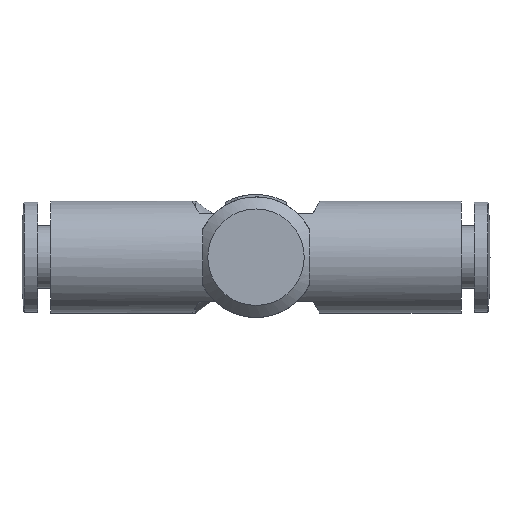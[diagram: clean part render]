
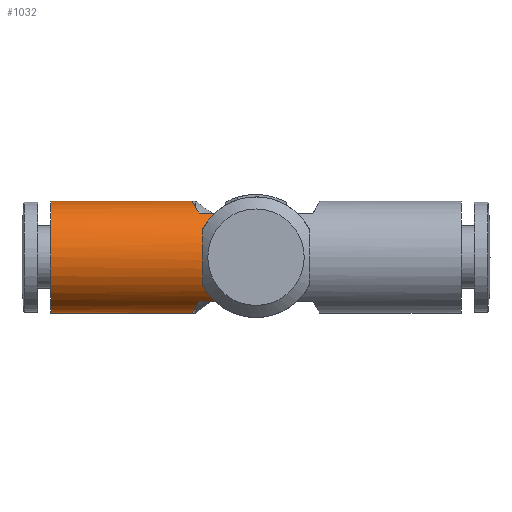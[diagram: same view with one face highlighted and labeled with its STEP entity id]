
A CAD part, front view. The second image highlights one B-rep face of the part: STEP entity #1032.
In plain terms, the highlighted cylindrical face has radius 4.65 mm (diameter 9.3 mm), a full revolution.
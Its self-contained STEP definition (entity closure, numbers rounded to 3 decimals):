
#24=B_SPLINE_CURVE_WITH_KNOTS('',3,(#1817,#1818,#1819,#1820,#1821,#1822),
 .UNSPECIFIED.,.F.,.F.,(4,2,4),(1.95,2.014,2.153),
 .UNSPECIFIED.);
#25=B_SPLINE_CURVE_WITH_KNOTS('',3,(#1826,#1827,#1828,#1829,#1830,#1831,
#1832,#1833,#1834,#1835,#1836,#1837,#1838,#1839,#1840,#1841,#1842,#1843),
 .UNSPECIFIED.,.F.,.F.,(4,2,2,2,2,2,2,2,4),(0.355,0.419,
0.608,0.703,0.797,0.892,
0.987,1.176,1.24),.UNSPECIFIED.);
#26=B_SPLINE_CURVE_WITH_KNOTS('',3,(#1847,#1848,#1849,#1850,#1851,#1852),
 .UNSPECIFIED.,.F.,.F.,(4,2,4),(-0.558,-0.419,-0.355),
 .UNSPECIFIED.);
#28=B_SPLINE_CURVE_WITH_KNOTS('',3,(#1865,#1866,#1867,#1868,#1869,#1870,
#1871,#1872,#1873,#1874),.UNSPECIFIED.,.F.,.F.,(4,2,2,2,4),(2.779,
2.889,3.006,3.123,3.232),
 .UNSPECIFIED.);
#64=FACE_BOUND('',#281,.T.);
#178=FACE_OUTER_BOUND('',#280,.T.);
#280=EDGE_LOOP('',(#892,#893,#894,#895,#896,#897,#898,#899,#900,#901));
#281=EDGE_LOOP('',(#902));
#362=CIRCLE('',#1167,4.65);
#384=ELLIPSE('',#1165,5.369,4.65);
#385=ELLIPSE('',#1166,5.369,4.65);
#420=LINE('',#1880,#464);
#421=LINE('',#1883,#465);
#422=LINE('',#1885,#466);
#423=LINE('',#1888,#467);
#464=VECTOR('',#1454,1.305);
#465=VECTOR('',#1457,1.305);
#466=VECTOR('',#1458,1.305);
#467=VECTOR('',#1461,1.305);
#548=VERTEX_POINT('',#1814);
#549=VERTEX_POINT('',#1816);
#550=VERTEX_POINT('',#1823);
#551=VERTEX_POINT('',#1825);
#552=VERTEX_POINT('',#1844);
#553=VERTEX_POINT('',#1846);
#555=VERTEX_POINT('',#1879);
#556=VERTEX_POINT('',#1881);
#557=VERTEX_POINT('',#1884);
#558=VERTEX_POINT('',#1886);
#559=VERTEX_POINT('',#1889);
#667=EDGE_CURVE('',#549,#548,#24,.T.);
#669=EDGE_CURVE('',#551,#550,#25,.T.);
#671=EDGE_CURVE('',#553,#552,#26,.T.);
#674=EDGE_CURVE('',#548,#553,#28,.T.);
#676=EDGE_CURVE('',#552,#555,#420,.T.);
#677=EDGE_CURVE('',#555,#556,#384,.T.);
#678=EDGE_CURVE('',#556,#551,#421,.T.);
#679=EDGE_CURVE('',#550,#557,#422,.T.);
#680=EDGE_CURVE('',#557,#558,#385,.T.);
#681=EDGE_CURVE('',#558,#549,#423,.T.);
#682=EDGE_CURVE('',#559,#559,#362,.T.);
#892=ORIENTED_EDGE('',*,*,#671,.T.);
#893=ORIENTED_EDGE('',*,*,#676,.T.);
#894=ORIENTED_EDGE('',*,*,#677,.T.);
#895=ORIENTED_EDGE('',*,*,#678,.T.);
#896=ORIENTED_EDGE('',*,*,#669,.T.);
#897=ORIENTED_EDGE('',*,*,#679,.T.);
#898=ORIENTED_EDGE('',*,*,#680,.T.);
#899=ORIENTED_EDGE('',*,*,#681,.T.);
#900=ORIENTED_EDGE('',*,*,#667,.T.);
#901=ORIENTED_EDGE('',*,*,#674,.T.);
#902=ORIENTED_EDGE('',*,*,#682,.T.);
#974=CYLINDRICAL_SURFACE('',#1164,4.65);
#1032=ADVANCED_FACE('',(#178,#64),#974,.T.);
#1164=AXIS2_PLACEMENT_3D('',#1878,#1452,#1453);
#1165=AXIS2_PLACEMENT_3D('',#1882,#1455,#1456);
#1166=AXIS2_PLACEMENT_3D('',#1887,#1459,#1460);
#1167=AXIS2_PLACEMENT_3D('',#1890,#1462,#1463);
#1452=DIRECTION('center_axis',(1.,0.,0.));
#1453=DIRECTION('ref_axis',(0.,1.,0.));
#1454=DIRECTION('',(-1.,0.,0.));
#1455=DIRECTION('center_axis',(-0.866,0.,-0.5));
#1456=DIRECTION('ref_axis',(-0.5,0.,0.866));
#1457=DIRECTION('',(1.,0.,0.));
#1458=DIRECTION('',(-1.,0.,0.));
#1459=DIRECTION('center_axis',(-0.866,0.,0.5));
#1460=DIRECTION('ref_axis',(0.5,0.,0.866));
#1461=DIRECTION('',(1.,0.,0.));
#1462=DIRECTION('center_axis',(1.,0.,0.));
#1463=DIRECTION('ref_axis',(0.,0.,-1.));
#1814=CARTESIAN_POINT('',(-4.447,-4.05,-2.285));
#1816=CARTESIAN_POINT('',(-3.417,-2.881,-3.65));
#1817=CARTESIAN_POINT('Ctrl Pts',(-3.417,-2.881,-3.65));
#1818=CARTESIAN_POINT('Ctrl Pts',(-3.538,-3.024,-3.537));
#1819=CARTESIAN_POINT('Ctrl Pts',(-3.655,-3.16,-3.416));
#1820=CARTESIAN_POINT('Ctrl Pts',(-4.01,-3.566,-3.01));
#1821=CARTESIAN_POINT('Ctrl Pts',(-4.249,-3.832,-2.671));
#1822=CARTESIAN_POINT('Ctrl Pts',(-4.447,-4.05,-2.285));
#1823=CARTESIAN_POINT('',(-3.417,2.881,-3.65));
#1825=CARTESIAN_POINT('',(-3.417,2.881,3.65));
#1826=CARTESIAN_POINT('Ctrl Pts',(-3.417,2.881,3.65));
#1827=CARTESIAN_POINT('Ctrl Pts',(-3.538,3.024,3.537));
#1828=CARTESIAN_POINT('Ctrl Pts',(-3.655,3.16,3.416));
#1829=CARTESIAN_POINT('Ctrl Pts',(-4.098,3.668,2.908));
#1830=CARTESIAN_POINT('Ctrl Pts',(-4.421,4.022,2.414));
#1831=CARTESIAN_POINT('Ctrl Pts',(-4.76,4.391,1.56));
#1832=CARTESIAN_POINT('Ctrl Pts',(-4.85,4.488,1.257));
#1833=CARTESIAN_POINT('Ctrl Pts',(-4.97,4.617,0.635));
#1834=CARTESIAN_POINT('Ctrl Pts',(-5.,4.65,0.315));
#1835=CARTESIAN_POINT('Ctrl Pts',(-5.,4.65,-0.315));
#1836=CARTESIAN_POINT('Ctrl Pts',(-4.97,4.617,-0.635));
#1837=CARTESIAN_POINT('Ctrl Pts',(-4.85,4.488,-1.257));
#1838=CARTESIAN_POINT('Ctrl Pts',(-4.76,4.391,-1.56));
#1839=CARTESIAN_POINT('Ctrl Pts',(-4.421,4.022,-2.414));
#1840=CARTESIAN_POINT('Ctrl Pts',(-4.098,3.668,-2.908));
#1841=CARTESIAN_POINT('Ctrl Pts',(-3.655,3.16,-3.416));
#1842=CARTESIAN_POINT('Ctrl Pts',(-3.538,3.024,-3.537));
#1843=CARTESIAN_POINT('Ctrl Pts',(-3.417,2.881,-3.65));
#1844=CARTESIAN_POINT('',(-3.417,-2.881,3.65));
#1846=CARTESIAN_POINT('',(-4.447,-4.05,2.285));
#1847=CARTESIAN_POINT('Ctrl Pts',(-4.447,-4.05,2.285));
#1848=CARTESIAN_POINT('Ctrl Pts',(-4.249,-3.832,2.671));
#1849=CARTESIAN_POINT('Ctrl Pts',(-4.01,-3.566,3.01));
#1850=CARTESIAN_POINT('Ctrl Pts',(-3.655,-3.16,3.416));
#1851=CARTESIAN_POINT('Ctrl Pts',(-3.538,-3.024,3.537));
#1852=CARTESIAN_POINT('Ctrl Pts',(-3.417,-2.881,3.65));
#1865=CARTESIAN_POINT('Ctrl Pts',(-4.447,-4.05,-2.285));
#1866=CARTESIAN_POINT('Ctrl Pts',(-4.409,-4.23,-1.966));
#1867=CARTESIAN_POINT('Ctrl Pts',(-4.399,-4.384,-1.599));
#1868=CARTESIAN_POINT('Ctrl Pts',(-4.395,-4.598,-0.812));
#1869=CARTESIAN_POINT('Ctrl Pts',(-4.4,-4.65,-0.39));
#1870=CARTESIAN_POINT('Ctrl Pts',(-4.4,-4.65,0.39));
#1871=CARTESIAN_POINT('Ctrl Pts',(-4.395,-4.598,0.812));
#1872=CARTESIAN_POINT('Ctrl Pts',(-4.399,-4.384,1.599));
#1873=CARTESIAN_POINT('Ctrl Pts',(-4.409,-4.23,1.966));
#1874=CARTESIAN_POINT('Ctrl Pts',(-4.447,-4.05,2.285));
#1878=CARTESIAN_POINT('Origin',(0.,0.,
0.));
#1879=CARTESIAN_POINT('',(-4.723,-2.881,3.65));
#1880=CARTESIAN_POINT('',(0.,-2.881,3.65));
#1881=CARTESIAN_POINT('',(-4.723,2.881,3.65));
#1882=CARTESIAN_POINT('Origin',(-2.615,0.,0.));
#1883=CARTESIAN_POINT('',(0.,2.881,3.65));
#1884=CARTESIAN_POINT('',(-4.723,2.881,-3.65));
#1885=CARTESIAN_POINT('',(0.,2.881,-3.65));
#1886=CARTESIAN_POINT('',(-4.723,-2.881,-3.65));
#1887=CARTESIAN_POINT('Origin',(-2.615,0.,
0.));
#1888=CARTESIAN_POINT('',(0.,-2.881,-3.65));
#1889=CARTESIAN_POINT('',(-17.,4.65,0.));
#1890=CARTESIAN_POINT('Origin',(-17.,0.,
0.));
